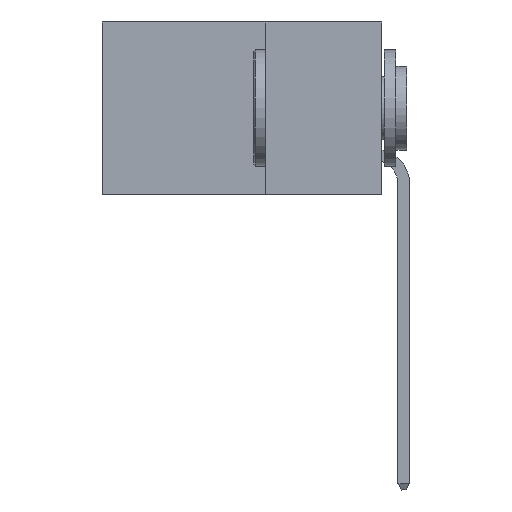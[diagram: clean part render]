
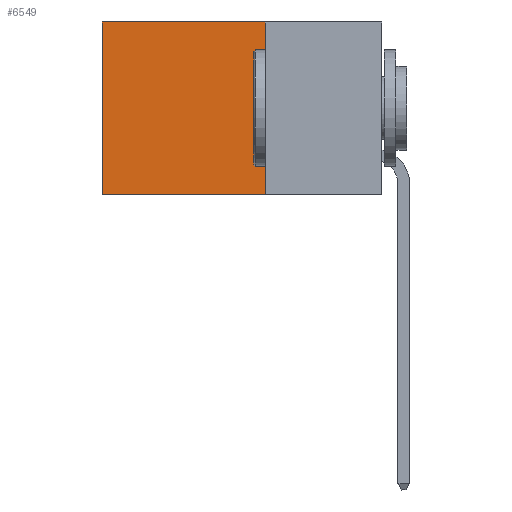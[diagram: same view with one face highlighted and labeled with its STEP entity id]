
A CAD part, left-side view. The second image highlights one B-rep face of the part: STEP entity #6549.
In plain terms, the highlighted planar face has unit normal (-1, 0, 0).
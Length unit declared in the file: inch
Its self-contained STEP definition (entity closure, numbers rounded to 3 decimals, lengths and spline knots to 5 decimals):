
#475 = VERTEX_POINT ( 'NONE', #19830 ) ;
#634 = PLANE ( 'NONE',  #9425 ) ;
#968 = ORIENTED_EDGE ( 'NONE', *, *, #33596, .F. ) ;
#3011 = CARTESIAN_POINT ( 'NONE',  ( 0.2875, 0.25, -0.37 ) ) ;
#3392 = DIRECTION ( 'NONE',  ( 1., 0., 0. ) ) ;
#5176 = DIRECTION ( 'NONE',  ( 0., 0., -1. ) ) ;
#6549 = ADVANCED_FACE ( 'NONE', ( #33751 ), #634, .F. ) ;
#8913 = LINE ( 'NONE', #33187, #28271 ) ;
#9425 = AXIS2_PLACEMENT_3D ( 'NONE', #19117, #3392, #21796 ) ;
#10135 = EDGE_CURVE ( 'NONE', #29150, #13233, #28937, .T. ) ;
#11046 = DIRECTION ( 'NONE',  ( 0., 1., 0. ) ) ;
#11329 = ORIENTED_EDGE ( 'NONE', *, *, #10135, .T. ) ;
#11510 = LINE ( 'NONE', #26833, #19333 ) ;
#11900 = EDGE_CURVE ( 'NONE', #475, #15967, #17625, .T. ) ;
#13233 = VERTEX_POINT ( 'NONE', #16102 ) ;
#14194 = CARTESIAN_POINT ( 'NONE',  ( 0.2875, 0.6, 0. ) ) ;
#14906 = VECTOR ( 'NONE', #5176, 39.37008 ) ;
#15967 = VERTEX_POINT ( 'NONE', #3011 ) ;
#16102 = CARTESIAN_POINT ( 'NONE',  ( 0.2875, 0.6, -0.37 ) ) ;
#16178 = DIRECTION ( 'NONE',  ( 0., 0., -1. ) ) ;
#17129 = EDGE_LOOP ( 'NONE', ( #11329, #968, #19384, #21824 ) ) ;
#17625 = LINE ( 'NONE', #31968, #25471 ) ;
#18589 = EDGE_CURVE ( 'NONE', #475, #29150, #11510, .T. ) ;
#19117 = CARTESIAN_POINT ( 'NONE',  ( 0.2875, 0.25, 0. ) ) ;
#19333 = VECTOR ( 'NONE', #11046, 39.37008 ) ;
#19384 = ORIENTED_EDGE ( 'NONE', *, *, #11900, .F. ) ;
#19830 = CARTESIAN_POINT ( 'NONE',  ( 0.2875, 0.25, 0. ) ) ;
#21796 = DIRECTION ( 'NONE',  ( 0., 0., -1. ) ) ;
#21824 = ORIENTED_EDGE ( 'NONE', *, *, #18589, .T. ) ;
#25471 = VECTOR ( 'NONE', #16178, 39.37008 ) ;
#26833 = CARTESIAN_POINT ( 'NONE',  ( 0.2875, 0.25, 0. ) ) ;
#27907 = DIRECTION ( 'NONE',  ( 0., 1., 0. ) ) ;
#28271 = VECTOR ( 'NONE', #27907, 39.37008 ) ;
#28937 = LINE ( 'NONE', #33797, #14906 ) ;
#29150 = VERTEX_POINT ( 'NONE', #14194 ) ;
#31968 = CARTESIAN_POINT ( 'NONE',  ( 0.2875, 0.25, 0. ) ) ;
#33187 = CARTESIAN_POINT ( 'NONE',  ( 0.2875, 0.25, -0.37 ) ) ;
#33596 = EDGE_CURVE ( 'NONE', #15967, #13233, #8913, .T. ) ;
#33751 = FACE_OUTER_BOUND ( 'NONE', #17129, .T. ) ;
#33797 = CARTESIAN_POINT ( 'NONE',  ( 0.2875, 0.6, 0. ) ) ;
